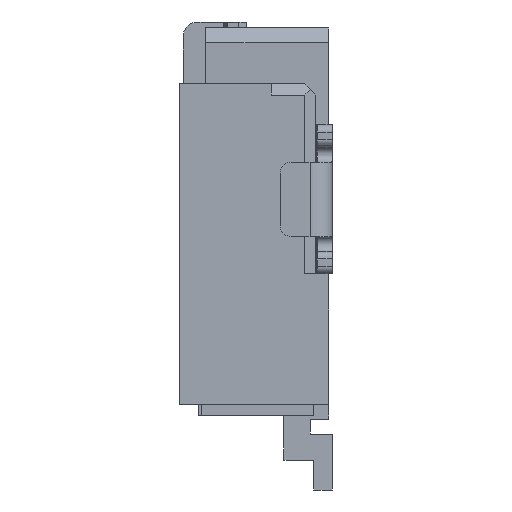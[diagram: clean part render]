
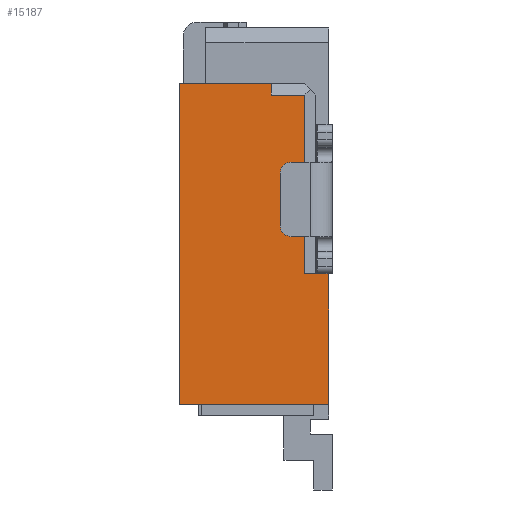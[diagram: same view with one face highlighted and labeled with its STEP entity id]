
A CAD part, left-side view. The second image highlights one B-rep face of the part: STEP entity #15187.
In plain terms, the highlighted planar face has unit normal (-1, 0, 0).
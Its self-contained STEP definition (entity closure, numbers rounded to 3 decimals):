
#4=DIRECTION('',(0.,-1.,0.));
#5=VECTOR('',#4,0.15);
#6=CARTESIAN_POINT('',(-6.15,-0.552,-3.38));
#7=LINE('',#6,#5);
#12=DIRECTION('',(0.,0.,-1.));
#13=VECTOR('',#12,1.75);
#14=CARTESIAN_POINT('',(-6.15,-0.702,-3.38));
#15=LINE('',#14,#13);
#19=DIRECTION('',(0.,1.,0.));
#20=VECTOR('',#19,2.);
#21=CARTESIAN_POINT('',(-6.15,-0.702,-5.13));
#22=LINE('',#21,#20);
#26=DIRECTION('',(0.,0.,1.));
#27=VECTOR('',#26,4.3);
#28=CARTESIAN_POINT('',(-6.15,1.298,-5.13));
#29=LINE('',#28,#27);
#33=DIRECTION('',(0.,-1.,0.));
#34=VECTOR('',#33,1.23);
#35=CARTESIAN_POINT('',(-6.15,1.298,-0.83));
#36=LINE('',#35,#34);
#40=DIRECTION('',(0.,0.,1.));
#41=VECTOR('',#40,0.15);
#42=CARTESIAN_POINT('',(-6.15,0.068,-0.98));
#43=LINE('',#42,#41);
#47=DIRECTION('',(0.,1.,0.));
#48=VECTOR('',#47,0.45);
#49=CARTESIAN_POINT('',(-6.15,-0.382,-0.98));
#50=LINE('',#49,#48);
#54=DIRECTION('',(0.,0.,1.));
#55=VECTOR('',#54,2.4);
#56=CARTESIAN_POINT('',(-6.15,-0.382,-3.38));
#57=LINE('',#56,#55);
#61=DIRECTION('',(0.,-1.,0.));
#62=VECTOR('',#61,0.17);
#63=CARTESIAN_POINT('',(-6.15,-0.382,-3.38));
#64=LINE('',#63,#62);
#12804=CARTESIAN_POINT('',(-6.15,-0.702,-5.13));
#12805=CARTESIAN_POINT('',(-6.15,1.298,-5.13));
#12806=VERTEX_POINT('',#12804);
#12807=VERTEX_POINT('',#12805);
#12808=CARTESIAN_POINT('',(-6.15,1.298,-0.83));
#12809=VERTEX_POINT('',#12808);
#12904=CARTESIAN_POINT('',(-6.15,-0.382,-3.38));
#12905=VERTEX_POINT('',#12904);
#12976=CARTESIAN_POINT('',(-6.15,0.068,-0.98));
#12977=CARTESIAN_POINT('',(-6.15,0.068,-0.83));
#12978=VERTEX_POINT('',#12976);
#12979=VERTEX_POINT('',#12977);
#12980=CARTESIAN_POINT('',(-6.15,-0.382,-0.98));
#12981=VERTEX_POINT('',#12980);
#13050=CARTESIAN_POINT('',(-6.15,-0.552,-3.38));
#13051=CARTESIAN_POINT('',(-6.15,-0.702,-3.38));
#13052=VERTEX_POINT('',#13050);
#13053=VERTEX_POINT('',#13051);
#15162=CARTESIAN_POINT('',(-6.15,0.,0.));
#15163=DIRECTION('',(1.,0.,0.));
#15164=DIRECTION('',(0.,0.,-1.));
#15165=AXIS2_PLACEMENT_3D('',#15162,#15163,#15164);
#15166=PLANE('',#15165);
#15168=ORIENTED_EDGE('',*,*,#15167,.T.);
#15170=ORIENTED_EDGE('',*,*,#15169,.T.);
#15172=ORIENTED_EDGE('',*,*,#15171,.T.);
#15174=ORIENTED_EDGE('',*,*,#15173,.T.);
#15176=ORIENTED_EDGE('',*,*,#15175,.T.);
#15178=ORIENTED_EDGE('',*,*,#15177,.F.);
#15180=ORIENTED_EDGE('',*,*,#15179,.F.);
#15182=ORIENTED_EDGE('',*,*,#15181,.F.);
#15184=ORIENTED_EDGE('',*,*,#15183,.T.);
#15185=EDGE_LOOP('',(#15168,#15170,#15172,#15174,#15176,#15178,#15180,#15182,
#15184));
#15186=FACE_OUTER_BOUND('',#15185,.F.);
#15167=EDGE_CURVE('',#13052,#13053,#7,.T.);
#15169=EDGE_CURVE('',#13053,#12806,#15,.T.);
#15171=EDGE_CURVE('',#12806,#12807,#22,.T.);
#15173=EDGE_CURVE('',#12807,#12809,#29,.T.);
#15175=EDGE_CURVE('',#12809,#12979,#36,.T.);
#15177=EDGE_CURVE('',#12978,#12979,#43,.T.);
#15179=EDGE_CURVE('',#12981,#12978,#50,.T.);
#15181=EDGE_CURVE('',#12905,#12981,#57,.T.);
#15183=EDGE_CURVE('',#12905,#13052,#64,.T.);
#15187=ADVANCED_FACE('',(#15186),#15166,.F.);
